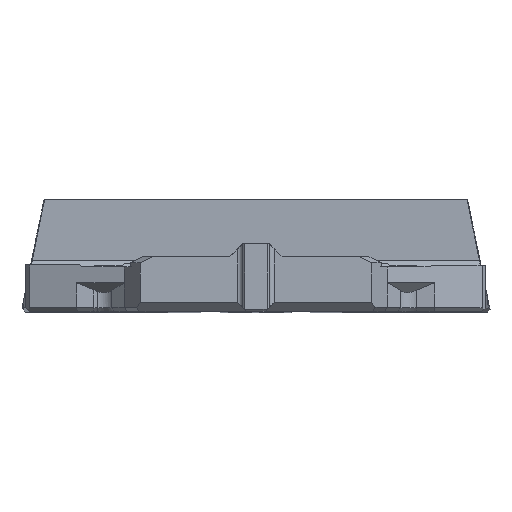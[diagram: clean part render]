
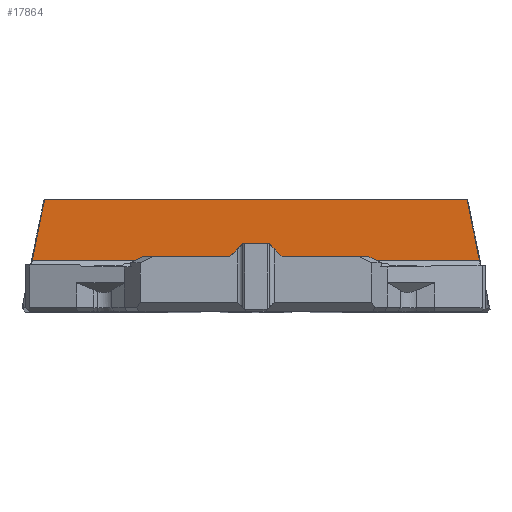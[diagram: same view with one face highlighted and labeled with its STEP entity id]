
A CAD part, top view. The second image highlights one B-rep face of the part: STEP entity #17864.
In plain terms, the highlighted planar face has unit normal (0, 0, 1).
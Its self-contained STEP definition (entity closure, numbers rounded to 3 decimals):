
#816=FACE_OUTER_BOUND('',#1813,.T.);
#1813=EDGE_LOOP('',(#12395,#12396,#12397,#12398));
#2759=LINE('',#25132,#5000);
#3093=LINE('',#25929,#5334);
#3164=LINE('',#26102,#5405);
#3179=LINE('',#26136,#5420);
#5000=VECTOR('',#20166,10.);
#5334=VECTOR('',#20794,10.);
#5405=VECTOR('',#20949,10.);
#5420=VECTOR('',#20978,10.);
#7238=VERTEX_POINT('',#25129);
#7239=VERTEX_POINT('',#25131);
#7555=VERTEX_POINT('',#25928);
#7615=VERTEX_POINT('',#26100);
#8973=EDGE_CURVE('',#7238,#7239,#2759,.T.);
#9371=EDGE_CURVE('',#7555,#7239,#3093,.T.);
#9460=EDGE_CURVE('',#7238,#7615,#3164,.T.);
#9477=EDGE_CURVE('',#7555,#7615,#3179,.T.);
#12395=ORIENTED_EDGE('',*,*,#9371,.T.);
#12396=ORIENTED_EDGE('',*,*,#8973,.F.);
#12397=ORIENTED_EDGE('',*,*,#9460,.T.);
#12398=ORIENTED_EDGE('',*,*,#9477,.F.);
#17027=PLANE('',#18969);
#17864=ADVANCED_FACE('',(#816),#17027,.F.);
#18969=AXIS2_PLACEMENT_3D('',#26167,#20998,#20999);
#20166=DIRECTION('',(1.,0.,0.));
#20794=DIRECTION('',(-0.2,0.98,0.));
#20949=DIRECTION('',(-0.2,-0.98,0.));
#20978=DIRECTION('',(-1.,0.,0.));
#20998=DIRECTION('center_axis',(0.,0.,
-1.));
#20999=DIRECTION('ref_axis',(-1.,0.,0.));
#25129=CARTESIAN_POINT('',(-20.84,35.931,35.484));
#25131=CARTESIAN_POINT('',(20.841,35.931,35.484));
#25132=CARTESIAN_POINT('',(-1.266,35.931,35.484));
#25928=CARTESIAN_POINT('',(22.068,29.918,35.484));
#25929=CARTESIAN_POINT('',(21.321,33.578,35.484));
#26100=CARTESIAN_POINT('',(-22.065,29.918,35.484));
#26102=CARTESIAN_POINT('',(-21.364,33.356,35.484));
#26136=CARTESIAN_POINT('',(-8.901,29.918,35.484));
#26167=CARTESIAN_POINT('Origin',(1.498,30.211,35.484));
